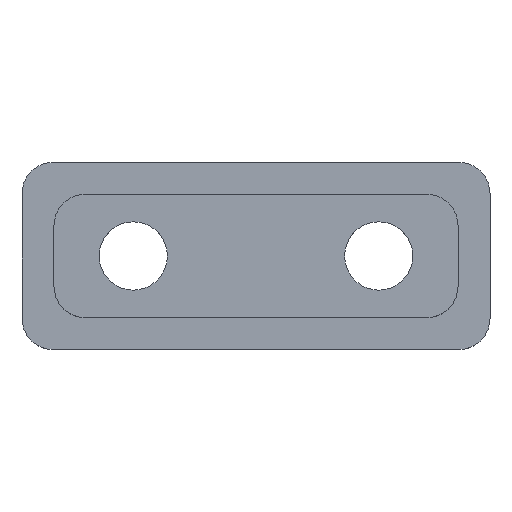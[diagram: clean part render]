
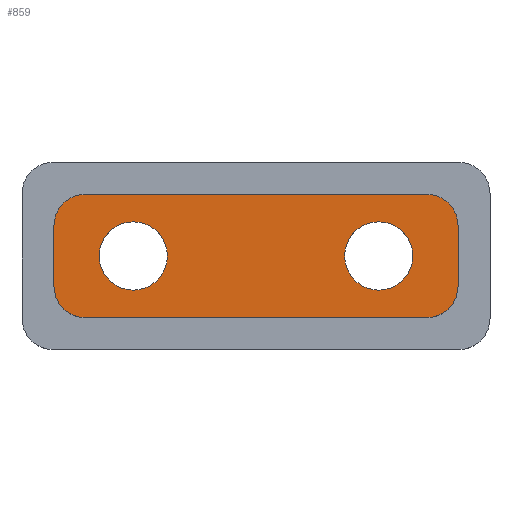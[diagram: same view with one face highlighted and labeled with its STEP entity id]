
A CAD part, top view. The second image highlights one B-rep face of the part: STEP entity #859.
In plain terms, the highlighted planar face has unit normal (0, 0, 1).
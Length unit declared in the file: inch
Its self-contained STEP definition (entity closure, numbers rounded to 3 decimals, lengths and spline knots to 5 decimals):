
#38=FACE_BOUND('',#106,.T.);
#39=FACE_BOUND('',#107,.T.);
#55=FACE_OUTER_BOUND('',#105,.T.);
#105=EDGE_LOOP('',(#619,#620,#621,#622,#623,#624,#625,#626));
#106=EDGE_LOOP('',(#627));
#107=EDGE_LOOP('',(#628));
#163=CIRCLE('',#918,0.1);
#164=CIRCLE('',#921,0.1);
#165=CIRCLE('',#923,0.1);
#166=CIRCLE('',#924,0.1);
#167=CIRCLE('',#925,0.1095);
#168=CIRCLE('',#926,0.1095);
#213=LINE('',#1320,#295);
#217=LINE('',#1329,#299);
#219=LINE('',#1336,#301);
#220=LINE('',#1340,#302);
#295=VECTOR('',#1044,0.3937);
#299=VECTOR('',#1054,0.3937);
#301=VECTOR('',#1062,0.3937);
#302=VECTOR('',#1065,0.3937);
#382=VERTEX_POINT('',#1317);
#383=VERTEX_POINT('',#1319);
#384=VERTEX_POINT('',#1323);
#385=VERTEX_POINT('',#1327);
#386=VERTEX_POINT('',#1331);
#387=VERTEX_POINT('',#1335);
#388=VERTEX_POINT('',#1337);
#389=VERTEX_POINT('',#1339);
#390=VERTEX_POINT('',#1342);
#391=VERTEX_POINT('',#1344);
#471=EDGE_CURVE('',#382,#383,#213,.T.);
#474=EDGE_CURVE('',#384,#382,#163,.T.);
#476=EDGE_CURVE('',#385,#384,#217,.T.);
#478=EDGE_CURVE('',#386,#385,#164,.T.);
#479=EDGE_CURVE('',#387,#386,#219,.T.);
#480=EDGE_CURVE('',#388,#387,#165,.T.);
#481=EDGE_CURVE('',#389,#388,#220,.T.);
#482=EDGE_CURVE('',#383,#389,#166,.T.);
#483=EDGE_CURVE('',#390,#390,#167,.T.);
#484=EDGE_CURVE('',#391,#391,#168,.T.);
#619=ORIENTED_EDGE('',*,*,#471,.F.);
#620=ORIENTED_EDGE('',*,*,#474,.F.);
#621=ORIENTED_EDGE('',*,*,#476,.F.);
#622=ORIENTED_EDGE('',*,*,#478,.F.);
#623=ORIENTED_EDGE('',*,*,#479,.F.);
#624=ORIENTED_EDGE('',*,*,#480,.F.);
#625=ORIENTED_EDGE('',*,*,#481,.F.);
#626=ORIENTED_EDGE('',*,*,#482,.F.);
#627=ORIENTED_EDGE('',*,*,#483,.F.);
#628=ORIENTED_EDGE('',*,*,#484,.F.);
#828=PLANE('',#922);
#859=ADVANCED_FACE('',(#55,#38,#39),#828,.T.);
#918=AXIS2_PLACEMENT_3D('',#1325,#1049,#1050);
#921=AXIS2_PLACEMENT_3D('',#1333,#1058,#1059);
#922=AXIS2_PLACEMENT_3D('',#1334,#1060,#1061);
#923=AXIS2_PLACEMENT_3D('',#1338,#1063,#1064);
#924=AXIS2_PLACEMENT_3D('',#1341,#1066,#1067);
#925=AXIS2_PLACEMENT_3D('',#1343,#1068,#1069);
#926=AXIS2_PLACEMENT_3D('',#1345,#1070,#1071);
#1044=DIRECTION('',(0.,1.,0.));
#1049=DIRECTION('center_axis',(0.,0.,-1.));
#1050=DIRECTION('ref_axis',(-0.707,-0.707,0.));
#1054=DIRECTION('',(-1.,0.,0.));
#1058=DIRECTION('center_axis',(0.,0.,-1.));
#1059=DIRECTION('ref_axis',(0.707,-0.707,0.));
#1060=DIRECTION('center_axis',(0.,0.,1.));
#1061=DIRECTION('ref_axis',(1.,0.,0.));
#1062=DIRECTION('',(0.,-1.,0.));
#1063=DIRECTION('center_axis',(0.,0.,-1.));
#1064=DIRECTION('ref_axis',(0.707,0.707,0.));
#1065=DIRECTION('',(1.,0.,0.));
#1066=DIRECTION('center_axis',(0.,0.,-1.));
#1067=DIRECTION('ref_axis',(-0.707,0.707,0.));
#1068=DIRECTION('center_axis',(0.,0.,1.));
#1069=DIRECTION('ref_axis',(1.,0.,0.));
#1070=DIRECTION('center_axis',(0.,0.,1.));
#1071=DIRECTION('ref_axis',(1.,0.,0.));
#1317=CARTESIAN_POINT('',(0.1025,0.2025,0.0752));
#1319=CARTESIAN_POINT('',(0.1025,0.3975,0.0752));
#1320=CARTESIAN_POINT('',(0.1025,0.3,0.0752));
#1323=CARTESIAN_POINT('',(0.2025,0.1025,0.0752));
#1325=CARTESIAN_POINT('Origin',(0.2025,0.2025,0.0752));
#1327=CARTESIAN_POINT('',(1.2975,0.1025,0.0752));
#1329=CARTESIAN_POINT('',(0.75,0.1025,0.0752));
#1331=CARTESIAN_POINT('',(1.3975,0.2025,0.0752));
#1333=CARTESIAN_POINT('Origin',(1.2975,0.2025,0.0752));
#1334=CARTESIAN_POINT('Origin',(0.75,0.3,0.0752));
#1335=CARTESIAN_POINT('',(1.3975,0.3975,0.0752));
#1336=CARTESIAN_POINT('',(1.3975,0.3,0.0752));
#1337=CARTESIAN_POINT('',(1.2975,0.4975,0.0752));
#1338=CARTESIAN_POINT('Origin',(1.2975,0.3975,0.0752));
#1339=CARTESIAN_POINT('',(0.2025,0.4975,0.0752));
#1340=CARTESIAN_POINT('',(0.75,0.4975,0.0752));
#1341=CARTESIAN_POINT('Origin',(0.2025,0.3975,0.0752));
#1342=CARTESIAN_POINT('',(1.034,0.3,0.0752));
#1343=CARTESIAN_POINT('Origin',(1.1435,0.3,0.0752));
#1344=CARTESIAN_POINT('',(0.247,0.3,0.0752));
#1345=CARTESIAN_POINT('Origin',(0.3565,0.3,0.0752));
